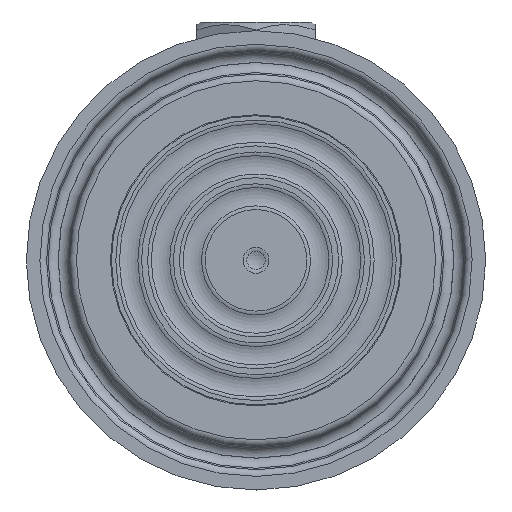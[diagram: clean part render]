
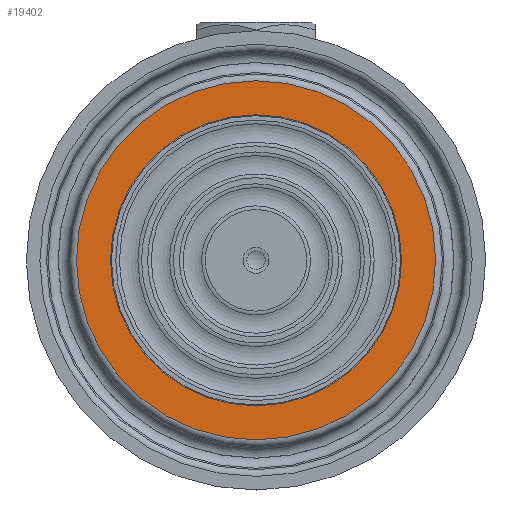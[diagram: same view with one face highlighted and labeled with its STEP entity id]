
A CAD part, left-side view. The second image highlights one B-rep face of the part: STEP entity #19402.
In plain terms, the highlighted planar face has unit normal (-1, 0, 0).
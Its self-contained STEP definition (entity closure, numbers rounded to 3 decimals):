
#249=FACE_BOUND('',#3203,.T.);
#947=PLANE('',#20697);
#2043=FACE_OUTER_BOUND('',#3202,.T.);
#3202=EDGE_LOOP('',(#17824));
#3203=EDGE_LOOP('',(#17825));
#3836=CIRCLE('',#20692,16.);
#3839=CIRCLE('',#20698,19.742);
#9023=VERTEX_POINT('',#62197);
#9025=VERTEX_POINT('',#62206);
#11967=EDGE_CURVE('',#9023,#9023,#3836,.T.);
#11971=EDGE_CURVE('',#9025,#9025,#3839,.T.);
#17824=ORIENTED_EDGE('',*,*,#11971,.F.);
#17825=ORIENTED_EDGE('',*,*,#11967,.T.);
#19402=ADVANCED_FACE('',(#2043,#249),#947,.T.);
#20692=AXIS2_PLACEMENT_3D('',#62198,#24044,#24045);
#20697=AXIS2_PLACEMENT_3D('',#62205,#24055,#24056);
#20698=AXIS2_PLACEMENT_3D('',#62207,#24057,#24058);
#24044=DIRECTION('center_axis',(1.,0.,0.));
#24045=DIRECTION('ref_axis',(0.,1.,0.));
#24055=DIRECTION('center_axis',(-1.,0.,0.));
#24056=DIRECTION('ref_axis',(0.,0.,1.));
#24057=DIRECTION('center_axis',(1.,0.,0.));
#24058=DIRECTION('ref_axis',(0.,0.,-1.));
#62197=CARTESIAN_POINT('',(0.,-16.,0.));
#62198=CARTESIAN_POINT('Origin',(0.,0.,
0.));
#62205=CARTESIAN_POINT('Origin',(0.,19.742,
0.));
#62206=CARTESIAN_POINT('',(0.,0.,19.742));
#62207=CARTESIAN_POINT('Origin',(0.,0.,0.));
